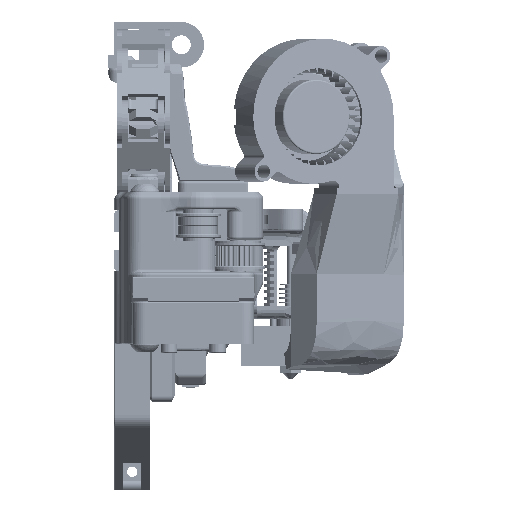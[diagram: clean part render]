
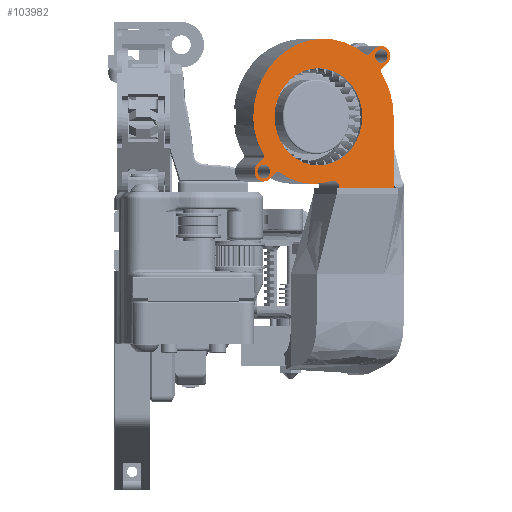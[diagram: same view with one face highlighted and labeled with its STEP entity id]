
A CAD part, left-side view. The second image highlights one B-rep face of the part: STEP entity #103982.
In plain terms, the highlighted face is planar.
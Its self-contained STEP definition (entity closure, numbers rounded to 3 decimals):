
#3413=FACE_BOUND('',#17798,.T.);
#3414=FACE_BOUND('',#17799,.T.);
#3415=FACE_BOUND('',#17800,.T.);
#5966=PLANE('',#114428);
#11544=FACE_OUTER_BOUND('',#17797,.T.);
#17797=EDGE_LOOP('',(#90849,#90850,#90851,#90852,#90853,#90854,#90855,#90856,
#90857,#90858,#90859,#90860,#90861,#90862,#90863,#90864,#90865,#90866));
#17798=EDGE_LOOP('',(#90867));
#17799=EDGE_LOOP('',(#90868));
#17800=EDGE_LOOP('',(#90869));
#26223=LINE('',#181407,#35295);
#26224=LINE('',#181417,#35296);
#26225=LINE('',#181421,#35297);
#26226=LINE('',#181429,#35298);
#26227=LINE('',#181431,#35299);
#26228=LINE('',#181433,#35300);
#26229=LINE('',#181438,#35301);
#35295=VECTOR('',#140209,1000.);
#35296=VECTOR('',#140218,1000.);
#35297=VECTOR('',#140221,1000.);
#35298=VECTOR('',#140228,1000.);
#35299=VECTOR('',#140229,1000.);
#35300=VECTOR('',#140230,1000.);
#35301=VECTOR('',#140235,1000.);
#41392=CIRCLE('',#114427,16.);
#41393=CIRCLE('',#114429,3.3);
#41394=CIRCLE('',#114430,1.);
#41395=CIRCLE('',#114431,25.65);
#41396=CIRCLE('',#114432,22.068);
#41397=CIRCLE('',#114433,1.);
#41398=CIRCLE('',#114434,3.3);
#41399=CIRCLE('',#114435,1.);
#41400=CIRCLE('',#114436,22.068);
#41401=CIRCLE('',#114437,2.);
#41402=CIRCLE('',#114438,25.65);
#41403=CIRCLE('',#114439,1.);
#41404=CIRCLE('',#114440,2.25);
#41405=CIRCLE('',#114441,2.25);
#49699=VERTEX_POINT('',#181399);
#49700=VERTEX_POINT('',#181403);
#49701=VERTEX_POINT('',#181404);
#49702=VERTEX_POINT('',#181406);
#49703=VERTEX_POINT('',#181408);
#49704=VERTEX_POINT('',#181410);
#49705=VERTEX_POINT('',#181412);
#49706=VERTEX_POINT('',#181414);
#49707=VERTEX_POINT('',#181416);
#49708=VERTEX_POINT('',#181418);
#49709=VERTEX_POINT('',#181420);
#49710=VERTEX_POINT('',#181422);
#49711=VERTEX_POINT('',#181424);
#49712=VERTEX_POINT('',#181426);
#49713=VERTEX_POINT('',#181428);
#49714=VERTEX_POINT('',#181430);
#49715=VERTEX_POINT('',#181432);
#49716=VERTEX_POINT('',#181434);
#49717=VERTEX_POINT('',#181436);
#49718=VERTEX_POINT('',#181439);
#49719=VERTEX_POINT('',#181441);
#63729=EDGE_CURVE('',#49699,#49699,#41392,.T.);
#63730=EDGE_CURVE('',#49700,#49701,#41393,.T.);
#63731=EDGE_CURVE('',#49702,#49700,#26223,.T.);
#63732=EDGE_CURVE('',#49703,#49702,#41394,.T.);
#63733=EDGE_CURVE('',#49704,#49703,#41395,.T.);
#63734=EDGE_CURVE('',#49705,#49704,#41396,.T.);
#63735=EDGE_CURVE('',#49706,#49705,#41397,.T.);
#63736=EDGE_CURVE('',#49707,#49706,#26224,.T.);
#63737=EDGE_CURVE('',#49708,#49707,#41398,.T.);
#63738=EDGE_CURVE('',#49709,#49708,#26225,.T.);
#63739=EDGE_CURVE('',#49710,#49709,#41399,.T.);
#63740=EDGE_CURVE('',#49711,#49710,#41400,.T.);
#63741=EDGE_CURVE('',#49712,#49711,#41401,.T.);
#63742=EDGE_CURVE('',#49713,#49712,#26226,.T.);
#63743=EDGE_CURVE('',#49714,#49713,#26227,.T.);
#63744=EDGE_CURVE('',#49715,#49714,#26228,.T.);
#63745=EDGE_CURVE('',#49716,#49715,#41402,.T.);
#63746=EDGE_CURVE('',#49717,#49716,#41403,.T.);
#63747=EDGE_CURVE('',#49701,#49717,#26229,.T.);
#63748=EDGE_CURVE('',#49718,#49718,#41404,.T.);
#63749=EDGE_CURVE('',#49719,#49719,#41405,.T.);
#90849=ORIENTED_EDGE('',*,*,#63730,.F.);
#90850=ORIENTED_EDGE('',*,*,#63731,.F.);
#90851=ORIENTED_EDGE('',*,*,#63732,.F.);
#90852=ORIENTED_EDGE('',*,*,#63733,.F.);
#90853=ORIENTED_EDGE('',*,*,#63734,.F.);
#90854=ORIENTED_EDGE('',*,*,#63735,.F.);
#90855=ORIENTED_EDGE('',*,*,#63736,.F.);
#90856=ORIENTED_EDGE('',*,*,#63737,.F.);
#90857=ORIENTED_EDGE('',*,*,#63738,.F.);
#90858=ORIENTED_EDGE('',*,*,#63739,.F.);
#90859=ORIENTED_EDGE('',*,*,#63740,.F.);
#90860=ORIENTED_EDGE('',*,*,#63741,.F.);
#90861=ORIENTED_EDGE('',*,*,#63742,.F.);
#90862=ORIENTED_EDGE('',*,*,#63743,.F.);
#90863=ORIENTED_EDGE('',*,*,#63744,.F.);
#90864=ORIENTED_EDGE('',*,*,#63745,.F.);
#90865=ORIENTED_EDGE('',*,*,#63746,.F.);
#90866=ORIENTED_EDGE('',*,*,#63747,.F.);
#90867=ORIENTED_EDGE('',*,*,#63729,.T.);
#90868=ORIENTED_EDGE('',*,*,#63748,.T.);
#90869=ORIENTED_EDGE('',*,*,#63749,.T.);
#103982=ADVANCED_FACE('',(#11544,#3413,#3414,#3415),#5966,.T.);
#114427=AXIS2_PLACEMENT_3D('',#181401,#140203,#140204);
#114428=AXIS2_PLACEMENT_3D('',#181402,#140205,#140206);
#114429=AXIS2_PLACEMENT_3D('',#181405,#140207,#140208);
#114430=AXIS2_PLACEMENT_3D('',#181409,#140210,#140211);
#114431=AXIS2_PLACEMENT_3D('',#181411,#140212,#140213);
#114432=AXIS2_PLACEMENT_3D('',#181413,#140214,#140215);
#114433=AXIS2_PLACEMENT_3D('',#181415,#140216,#140217);
#114434=AXIS2_PLACEMENT_3D('',#181419,#140219,#140220);
#114435=AXIS2_PLACEMENT_3D('',#181423,#140222,#140223);
#114436=AXIS2_PLACEMENT_3D('',#181425,#140224,#140225);
#114437=AXIS2_PLACEMENT_3D('',#181427,#140226,#140227);
#114438=AXIS2_PLACEMENT_3D('',#181435,#140231,#140232);
#114439=AXIS2_PLACEMENT_3D('',#181437,#140233,#140234);
#114440=AXIS2_PLACEMENT_3D('',#181440,#140236,#140237);
#114441=AXIS2_PLACEMENT_3D('',#181442,#140238,#140239);
#140203=DIRECTION('center_axis',(0.,-1.,0.));
#140204=DIRECTION('ref_axis',(0.,0.,
-1.));
#140205=DIRECTION('center_axis',(0.,1.,0.));
#140206=DIRECTION('ref_axis',(0.,0.,
1.));
#140207=DIRECTION('center_axis',(0.,-1.,0.));
#140208=DIRECTION('ref_axis',(0.,0.,
1.));
#140209=DIRECTION('',(-0.749,0.,0.662));
#140210=DIRECTION('center_axis',(0.,1.,0.));
#140211=DIRECTION('ref_axis',(0.,0.,
-1.));
#140212=DIRECTION('center_axis',(0.,-1.,0.));
#140213=DIRECTION('ref_axis',(0.,0.,
-1.));
#140214=DIRECTION('center_axis',(0.,-1.,0.));
#140215=DIRECTION('ref_axis',(0.,0.,
1.));
#140216=DIRECTION('center_axis',(0.,1.,0.));
#140217=DIRECTION('ref_axis',(0.,0.,
1.));
#140218=DIRECTION('',(-0.749,0.,0.662));
#140219=DIRECTION('center_axis',(0.,-1.,0.));
#140220=DIRECTION('ref_axis',(0.,0.,
1.));
#140221=DIRECTION('',(0.749,0.,-0.662));
#140222=DIRECTION('center_axis',(0.,1.,0.));
#140223=DIRECTION('ref_axis',(0.,0.,
-1.));
#140224=DIRECTION('center_axis',(0.,-1.,0.));
#140225=DIRECTION('ref_axis',(0.,0.,
1.));
#140226=DIRECTION('center_axis',(0.,1.,0.));
#140227=DIRECTION('ref_axis',(0.,0.,
-1.));
#140228=DIRECTION('',(0.,0.,1.));
#140229=DIRECTION('',(1.,0.,0.));
#140230=DIRECTION('',(0.,0.,-1.));
#140231=DIRECTION('center_axis',(0.,-1.,0.));
#140232=DIRECTION('ref_axis',(0.,0.,
-1.));
#140233=DIRECTION('center_axis',(0.,1.,0.));
#140234=DIRECTION('ref_axis',(0.,0.,
1.));
#140235=DIRECTION('',(0.749,0.,-0.662));
#140236=DIRECTION('center_axis',(0.,-1.,0.));
#140237=DIRECTION('ref_axis',(0.,0.,
-1.));
#140238=DIRECTION('center_axis',(0.,-1.,0.));
#140239=DIRECTION('ref_axis',(0.,0.,
-1.));
#181399=CARTESIAN_POINT('',(0.,15.,16.));
#181401=CARTESIAN_POINT('Origin',(0.,15.,0.));
#181402=CARTESIAN_POINT('Origin',(-23.,15.,20.));
#181403=CARTESIAN_POINT('',(-20.815,15.,22.473));
#181404=CARTESIAN_POINT('',(-25.185,15.,17.527));
#181405=CARTESIAN_POINT('Origin',(-23.,15.,20.));
#181406=CARTESIAN_POINT('',(-18.599,15.,20.515));
#181407=CARTESIAN_POINT('',(-20.815,15.,22.473));
#181408=CARTESIAN_POINT('',(-17.333,15.,20.467));
#181409=CARTESIAN_POINT('Origin',(-17.937,15.,21.264));
#181410=CARTESIAN_POINT('',(23.8,15.,0.));
#181411=CARTESIAN_POINT('Origin',(-1.85,15.,0.017));
#181412=CARTESIAN_POINT('',(19.979,15.,-12.411));
#181413=CARTESIAN_POINT('Origin',(1.732,15.,0.));
#181414=CARTESIAN_POINT('',(20.144,15.,-13.723));
#181415=CARTESIAN_POINT('Origin',(20.806,15.,-12.974));
#181416=CARTESIAN_POINT('',(22.185,15.,-15.527));
#181417=CARTESIAN_POINT('',(22.185,15.,-15.527));
#181418=CARTESIAN_POINT('',(17.815,15.,-20.473));
#181419=CARTESIAN_POINT('Origin',(20.,15.,-18.));
#181420=CARTESIAN_POINT('',(15.377,15.,-18.318));
#181421=CARTESIAN_POINT('',(17.815,15.,-20.473));
#181422=CARTESIAN_POINT('',(14.152,15.,-18.241));
#181423=CARTESIAN_POINT('Origin',(14.715,15.,-19.068));
#181424=CARTESIAN_POINT('',(-4.899,15.,-21.048));
#181425=CARTESIAN_POINT('Origin',(1.732,15.,0.));
#181426=CARTESIAN_POINT('',(-7.5,15.,-22.956));
#181427=CARTESIAN_POINT('Origin',(-5.5,15.,-22.956));
#181428=CARTESIAN_POINT('',(-7.5,15.,-25.4));
#181429=CARTESIAN_POINT('',(-7.5,15.,-25.4));
#181430=CARTESIAN_POINT('',(-27.5,15.,-25.4));
#181431=CARTESIAN_POINT('',(-27.5,15.,-25.4));
#181432=CARTESIAN_POINT('',(-27.5,15.,0.));
#181433=CARTESIAN_POINT('',(-27.5,15.,-25.4));
#181434=CARTESIAN_POINT('',(-23.043,15.,14.466));
#181435=CARTESIAN_POINT('Origin',(-1.85,15.,0.017));
#181436=CARTESIAN_POINT('',(-23.207,15.,15.779));
#181437=CARTESIAN_POINT('Origin',(-23.869,15.,15.03));
#181438=CARTESIAN_POINT('',(-25.185,15.,17.527));
#181439=CARTESIAN_POINT('',(20.,15.,-20.25));
#181440=CARTESIAN_POINT('Origin',(20.,15.,-18.));
#181441=CARTESIAN_POINT('',(-23.,15.,17.75));
#181442=CARTESIAN_POINT('Origin',(-23.,15.,20.));
